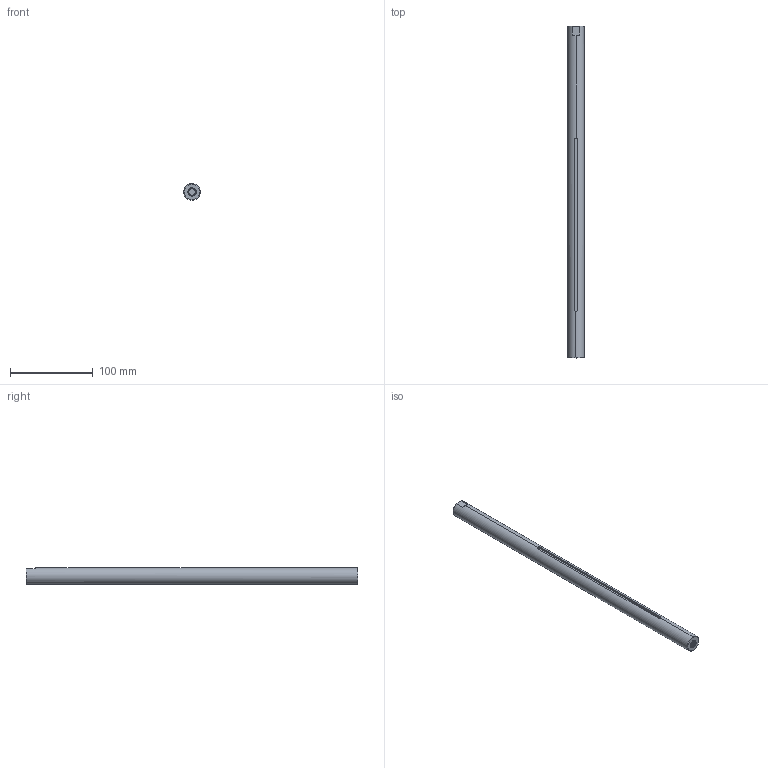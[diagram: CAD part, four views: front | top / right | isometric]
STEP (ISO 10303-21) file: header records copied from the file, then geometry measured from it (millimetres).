
FILE_DESCRIPTION (( 'STEP AP214' ), '1' );
FILE_NAME ('HERON-003_Fancy-Array_Pole.STEP', '2023-12-13T10:28:25', ( '' ), ( '' ), 'SwSTEP 2.0', 'SolidWorks 2022', '' );
FILE_SCHEMA (( 'AUTOMOTIVE_DESIGN' ));
Length unit declared in the file: millimetre
Products named in the file (1): HERON-003_Fancy-Array_Pole
Bounding box: 20 x 400 x 20 mm (x, y, z)
Volume: 122572.6 mm3; surface area: 27335.1 mm2
Topology: 1 solids, 1 shells, 39 faces, 106 edges, 70 vertices
Faces by surface type: cylinder 21, plane 9, bspline 5, cone 4
Entity records: 3425 total; most frequent: CARTESIAN_POINT 2553, ORIENTED_EDGE 212, DIRECTION 128, EDGE_CURVE 106, VERTEX_POINT 70, AXIS2_PLACEMENT_3D 45, EDGE_LOOP 40, ADVANCED_FACE 39
